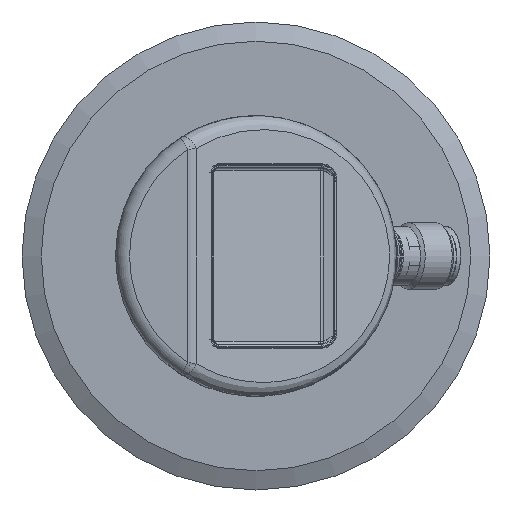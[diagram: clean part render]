
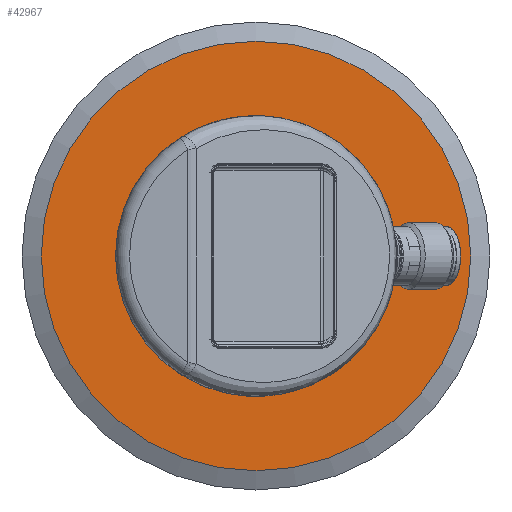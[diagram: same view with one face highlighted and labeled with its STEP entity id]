
A CAD part, front view. The second image highlights one B-rep face of the part: STEP entity #42967.
In plain terms, the highlighted planar face has unit normal (0, -1, 0).
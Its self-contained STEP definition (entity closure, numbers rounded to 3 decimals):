
#7118=ORIENTED_EDGE('',*,*,#16118,.T.);
#7119=ORIENTED_EDGE('',*,*,#16117,.T.);
#16117=EDGE_CURVE('',#20640,#20640,#23635,.T.);
#16118=EDGE_CURVE('',#20641,#20641,#23636,.F.);
#20640=VERTEX_POINT('',#54903);
#20641=VERTEX_POINT('',#54906);
#23635=CIRCLE('',#44874,38.55);
#23636=CIRCLE('',#44876,17.);
#24431=EDGE_LOOP('',(#7118));
#24432=EDGE_LOOP('',(#7119));
#26592=FACE_BOUND('',#24431,.T.);
#26593=FACE_BOUND('',#24432,.T.);
#28674=PLANE('',#44875);
#42967=ADVANCED_FACE('',(#26592,#26593),#28674,.T.);
#44874=AXIS2_PLACEMENT_3D('',#54902,#47581,#47582);
#44875=AXIS2_PLACEMENT_3D('',#54904,#47583,#47584);
#44876=AXIS2_PLACEMENT_3D('',#54905,#47585,#47586);
#47581=DIRECTION('',(0.,-1.,0.));
#47582=DIRECTION('',(1.,0.,0.));
#47583=DIRECTION('',(0.,-1.,0.));
#47584=DIRECTION('',(1.,0.,0.));
#47585=DIRECTION('',(0.,-1.,0.));
#47586=DIRECTION('',(1.,0.,0.));
#54902=CARTESIAN_POINT('',(0.,83.9,0.));
#54903=CARTESIAN_POINT('',(38.55,83.9,0.));
#54904=CARTESIAN_POINT('',(11.,83.9,0.));
#54905=CARTESIAN_POINT('',(0.,83.9,0.));
#54906=CARTESIAN_POINT('',(17.,83.9,0.));
